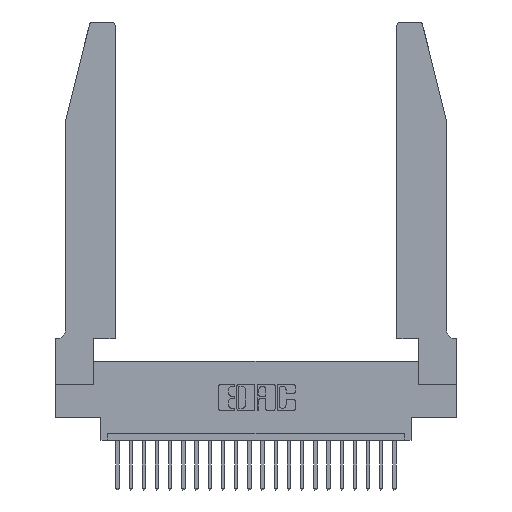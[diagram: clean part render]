
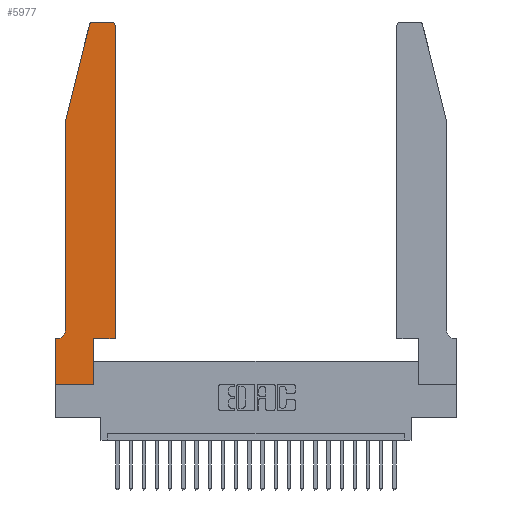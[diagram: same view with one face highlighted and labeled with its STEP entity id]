
A CAD part, top view. The second image highlights one B-rep face of the part: STEP entity #5977.
In plain terms, the highlighted planar face has unit normal (0, 0, 1).
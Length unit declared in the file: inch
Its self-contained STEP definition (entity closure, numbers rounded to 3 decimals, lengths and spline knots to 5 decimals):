
#266 = VERTEX_POINT ( 'NONE', #13432 ) ;
#842 = CARTESIAN_POINT ( 'NONE',  ( 0.2865, 0.35, 0.37 ) ) ;
#1059 = DIRECTION ( 'NONE',  ( 0., 0., 1. ) ) ;
#1201 = EDGE_CURVE ( 'NONE', #18700, #11390, #9886, .T. ) ;
#1511 = FACE_OUTER_BOUND ( 'NONE', #4430, .T. ) ;
#1672 = EDGE_CURVE ( 'NONE', #3387, #13073, #11684, .T. ) ;
#1677 = LINE ( 'NONE', #4094, #17448 ) ;
#1694 = DIRECTION ( 'NONE',  ( 0., 0., 1. ) ) ;
#1773 = CARTESIAN_POINT ( 'NONE',  ( 0.4205, 2.75, 0.37 ) ) ;
#1780 = PLANE ( 'NONE',  #7415 ) ;
#2180 = DIRECTION ( 'NONE',  ( -1., 0., 0. ) ) ;
#2254 = CARTESIAN_POINT ( 'NONE',  ( 0.25487, 2.72718, 0.37 ) ) ;
#2391 = VECTOR ( 'NONE', #2180, 39.37008 ) ;
#2403 = EDGE_CURVE ( 'NONE', #13676, #20781, #1677, .T. ) ;
#2418 = VERTEX_POINT ( 'NONE', #9878 ) ;
#2427 = CARTESIAN_POINT ( 'NONE',  ( 0.0755, 2., 0.37 ) ) ;
#2542 = DIRECTION ( 'NONE',  ( 0., 0., 1. ) ) ;
#2616 = CARTESIAN_POINT ( 'NONE',  ( 0.0755, 2., 0.37 ) ) ;
#2887 = VECTOR ( 'NONE', #3424, 39.37008 ) ;
#2974 = DIRECTION ( 'NONE',  ( 1., 0., 0. ) ) ;
#3387 = VERTEX_POINT ( 'NONE', #12745 ) ;
#3424 = DIRECTION ( 'NONE',  ( 1., 0., 0. ) ) ;
#3466 = EDGE_CURVE ( 'NONE', #2418, #13218, #22323, .T. ) ;
#4094 = CARTESIAN_POINT ( 'NONE',  ( 0.4505, 0.35, 0.37 ) ) ;
#4367 = DIRECTION ( 'NONE',  ( 0., -1., 0. ) ) ;
#4410 = LINE ( 'NONE', #2427, #20440 ) ;
#4430 = EDGE_LOOP ( 'NONE', ( #8805, #16558, #16080, #15883, #6309, #9063, #5046, #21982, #6933, #15525, #6690, #12775 ) ) ;
#5046 = ORIENTED_EDGE ( 'NONE', *, *, #7069, .T. ) ;
#5554 = CARTESIAN_POINT ( 'NONE',  ( 0.0055, 0.42, 0.37 ) ) ;
#5833 = VERTEX_POINT ( 'NONE', #2616 ) ;
#5977 = ADVANCED_FACE ( 'NONE', ( #1511 ), #1780, .T. ) ;
#6199 = CARTESIAN_POINT ( 'NONE',  ( 0.4205, 2.72, 0.37 ) ) ;
#6290 = CARTESIAN_POINT ( 'NONE',  ( 0.0755, 2., 0.37 ) ) ;
#6309 = ORIENTED_EDGE ( 'NONE', *, *, #3466, .T. ) ;
#6631 = AXIS2_PLACEMENT_3D ( 'NONE', #5554, #20564, #24075 ) ;
#6690 = ORIENTED_EDGE ( 'NONE', *, *, #2403, .T. ) ;
#6933 = ORIENTED_EDGE ( 'NONE', *, *, #1201, .T. ) ;
#7069 = EDGE_CURVE ( 'NONE', #266, #9634, #9283, .T. ) ;
#7415 = AXIS2_PLACEMENT_3D ( 'NONE', #13088, #1694, #10983 ) ;
#7881 = VECTOR ( 'NONE', #4367, 39.37008 ) ;
#8775 = CARTESIAN_POINT ( 'NONE',  ( 0.2865, 0.35, 0.37 ) ) ;
#8791 = CIRCLE ( 'NONE', #23893, 0.03 ) ;
#8805 = ORIENTED_EDGE ( 'NONE', *, *, #17087, .T. ) ;
#9063 = ORIENTED_EDGE ( 'NONE', *, *, #22526, .T. ) ;
#9283 = LINE ( 'NONE', #16720, #7881 ) ;
#9549 = CARTESIAN_POINT ( 'NONE',  ( 0.4505, 0.35, 0.37 ) ) ;
#9612 = CARTESIAN_POINT ( 'NONE',  ( 0., 0., 0.37 ) ) ;
#9634 = VERTEX_POINT ( 'NONE', #9612 ) ;
#9762 = VECTOR ( 'NONE', #12806, 39.37008 ) ;
#9878 = CARTESIAN_POINT ( 'NONE',  ( 0.0755, 0.42, 0.37 ) ) ;
#9886 = LINE ( 'NONE', #842, #24174 ) ;
#9992 = EDGE_CURVE ( 'NONE', #20781, #20681, #8791, .T. ) ;
#9996 = DIRECTION ( 'NONE',  ( 0., 1., 0. ) ) ;
#10095 = DIRECTION ( 'NONE',  ( 1., 0., 0. ) ) ;
#10983 = DIRECTION ( 'NONE',  ( 1., 0., 0. ) ) ;
#11390 = VERTEX_POINT ( 'NONE', #8775 ) ;
#11684 = CIRCLE ( 'NONE', #19732, 0.03 ) ;
#12020 = LINE ( 'NONE', #13342, #2391 ) ;
#12745 = CARTESIAN_POINT ( 'NONE',  ( 0.284, 2.75, 0.37 ) ) ;
#12775 = ORIENTED_EDGE ( 'NONE', *, *, #9992, .T. ) ;
#12806 = DIRECTION ( 'NONE',  ( 1., 0., 0. ) ) ;
#13073 = VERTEX_POINT ( 'NONE', #2254 ) ;
#13088 = CARTESIAN_POINT ( 'NONE',  ( 0., 0.35, 0.37 ) ) ;
#13218 = VERTEX_POINT ( 'NONE', #19103 ) ;
#13342 = CARTESIAN_POINT ( 'NONE',  ( 0.0755, 0.35, 0.37 ) ) ;
#13432 = CARTESIAN_POINT ( 'NONE',  ( 0., 0.35, 0.37 ) ) ;
#13499 = DIRECTION ( 'NONE',  ( 0., 1., 0. ) ) ;
#13676 = VERTEX_POINT ( 'NONE', #20326 ) ;
#14215 = EDGE_CURVE ( 'NONE', #11390, #13676, #17076, .T. ) ;
#14551 = LINE ( 'NONE', #15549, #2887 ) ;
#15451 = DIRECTION ( 'NONE',  ( -0.239, -0.971, 0. ) ) ;
#15484 = DIRECTION ( 'NONE',  ( 0., -1., 0. ) ) ;
#15525 = ORIENTED_EDGE ( 'NONE', *, *, #14215, .T. ) ;
#15549 = CARTESIAN_POINT ( 'NONE',  ( 0., 0., 0.37 ) ) ;
#15868 = EDGE_CURVE ( 'NONE', #9634, #18700, #14551, .T. ) ;
#15883 = ORIENTED_EDGE ( 'NONE', *, *, #20307, .T. ) ;
#16080 = ORIENTED_EDGE ( 'NONE', *, *, #20837, .T. ) ;
#16558 = ORIENTED_EDGE ( 'NONE', *, *, #1672, .T. ) ;
#16720 = CARTESIAN_POINT ( 'NONE',  ( 0., 0., 0.37 ) ) ;
#17076 = LINE ( 'NONE', #9549, #9762 ) ;
#17085 = CARTESIAN_POINT ( 'NONE',  ( 0.4505, 2.72, 0.37 ) ) ;
#17087 = EDGE_CURVE ( 'NONE', #20681, #3387, #22352, .T. ) ;
#17303 = DIRECTION ( 'NONE',  ( -1., 0., 0. ) ) ;
#17448 = VECTOR ( 'NONE', #13499, 39.37008 ) ;
#17617 = CARTESIAN_POINT ( 'NONE',  ( 0.2865, 0., 0.37 ) ) ;
#17669 = CARTESIAN_POINT ( 'NONE',  ( 0.284, 2.72, 0.37 ) ) ;
#18115 = VECTOR ( 'NONE', #15484, 39.37008 ) ;
#18674 = LINE ( 'NONE', #6290, #18115 ) ;
#18700 = VERTEX_POINT ( 'NONE', #17617 ) ;
#19103 = CARTESIAN_POINT ( 'NONE',  ( 0.0055, 0.35, 0.37 ) ) ;
#19732 = AXIS2_PLACEMENT_3D ( 'NONE', #17669, #1059, #2974 ) ;
#20307 = EDGE_CURVE ( 'NONE', #5833, #2418, #18674, .T. ) ;
#20326 = CARTESIAN_POINT ( 'NONE',  ( 0.4505, 0.35, 0.37 ) ) ;
#20440 = VECTOR ( 'NONE', #15451, 39.37008 ) ;
#20564 = DIRECTION ( 'NONE',  ( 0., 0., -1. ) ) ;
#20681 = VERTEX_POINT ( 'NONE', #1773 ) ;
#20781 = VERTEX_POINT ( 'NONE', #17085 ) ;
#20837 = EDGE_CURVE ( 'NONE', #13073, #5833, #4410, .T. ) ;
#21490 = VECTOR ( 'NONE', #17303, 39.37008 ) ;
#21982 = ORIENTED_EDGE ( 'NONE', *, *, #15868, .T. ) ;
#22323 = CIRCLE ( 'NONE', #6631, 0.07 ) ;
#22352 = LINE ( 'NONE', #23162, #21490 ) ;
#22526 = EDGE_CURVE ( 'NONE', #13218, #266, #12020, .T. ) ;
#23162 = CARTESIAN_POINT ( 'NONE',  ( 0.2605, 2.75, 0.37 ) ) ;
#23893 = AXIS2_PLACEMENT_3D ( 'NONE', #6199, #2542, #10095 ) ;
#24075 = DIRECTION ( 'NONE',  ( -1., 0., 0. ) ) ;
#24174 = VECTOR ( 'NONE', #9996, 39.37008 ) ;
